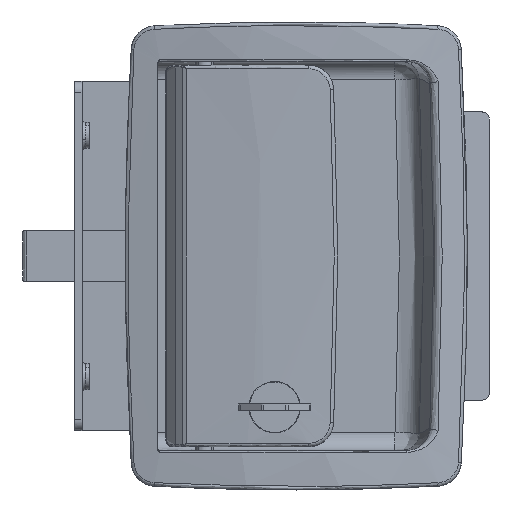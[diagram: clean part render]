
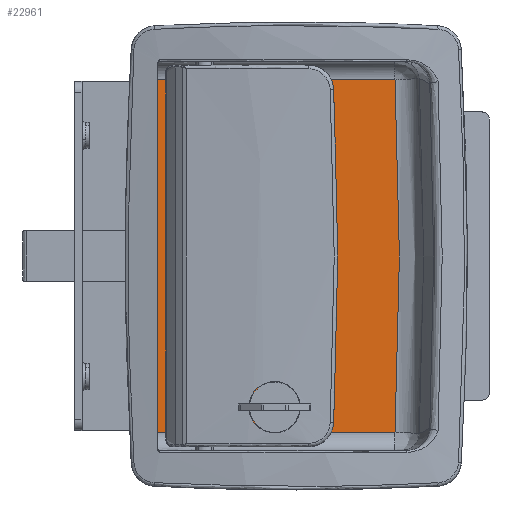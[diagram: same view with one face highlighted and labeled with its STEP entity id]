
A CAD part, front view. The second image highlights one B-rep face of the part: STEP entity #22961.
In plain terms, the highlighted free-form (B-spline) face has degree [1, 1] with [2, 2] control points.
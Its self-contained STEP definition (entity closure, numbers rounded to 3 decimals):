
#22316=CARTESIAN_POINT('',(74.937,10.8,-49.0));
#22317=VERTEX_POINT('',#22316);
#22371=CARTESIAN_POINT('',(23.447,10.8,-49.0));
#22372=VERTEX_POINT('',#22371);
#22391=CARTESIAN_POINT('',(23.447,10.8,-49.0));
#22392=CARTESIAN_POINT('',(74.937,10.8,-49.0));
#22393=QUASI_UNIFORM_CURVE('',1,(#22391,#22392),.UNSPECIFIED.,.F.,.U.);
#22394=EDGE_CURVE('',#22372,#22317,#22393,.T.);
#22457=CARTESIAN_POINT('',(20.553,10.8,-49.0));
#22458=VERTEX_POINT('',#22457);
#22473=CARTESIAN_POINT('',(20.553,10.8,-49.0));
#22474=CARTESIAN_POINT('',(21.518,10.8,-49.021));
#22475=CARTESIAN_POINT('',(22.482,10.8,-49.021));
#22476=CARTESIAN_POINT('',(23.447,10.8,-49.0));
#22477=B_SPLINE_CURVE_WITH_KNOTS('',3,(#22473,#22474,#22475,#22476),.UNSPECIFIED.,.F.,.U.,(4,4),(0.,2.893),.UNSPECIFIED.);
#22478=EDGE_CURVE('',#22458,#22372,#22477,.T.);
#22497=CARTESIAN_POINT('',(9.,10.8,-49.0));
#22498=VERTEX_POINT('',#22497);
#22516=CARTESIAN_POINT('',(9.,10.8,-49.0));
#22517=CARTESIAN_POINT('',(20.553,10.8,-49.0));
#22518=QUASI_UNIFORM_CURVE('',1,(#22516,#22517),.UNSPECIFIED.,.F.,.U.);
#22519=EDGE_CURVE('',#22498,#22458,#22518,.T.);
#22664=CARTESIAN_POINT('',(74.937,10.8,49.));
#22665=VERTEX_POINT('',#22664);
#22717=CARTESIAN_POINT('',(23.447,10.8,49.0));
#22718=VERTEX_POINT('',#22717);
#22731=CARTESIAN_POINT('',(74.937,10.8,49.));
#22732=CARTESIAN_POINT('',(23.447,10.8,49.0));
#22733=QUASI_UNIFORM_CURVE('',1,(#22731,#22732),.UNSPECIFIED.,.F.,.U.);
#22734=EDGE_CURVE('',#22665,#22718,#22733,.T.);
#22803=CARTESIAN_POINT('',(20.553,10.8,49.0));
#22804=VERTEX_POINT('',#22803);
#22817=CARTESIAN_POINT('',(23.447,10.8,49.0));
#22818=CARTESIAN_POINT('',(22.482,10.8,49.021));
#22819=CARTESIAN_POINT('',(21.518,10.8,49.021));
#22820=CARTESIAN_POINT('',(20.553,10.8,49.0));
#22821=B_SPLINE_CURVE_WITH_KNOTS('',3,(#22817,#22818,#22819,#22820),.UNSPECIFIED.,.F.,.U.,(4,4),(0.,2.893),.UNSPECIFIED.);
#22822=EDGE_CURVE('',#22718,#22804,#22821,.T.);
#22849=CARTESIAN_POINT('',(9.,10.8,49.0));
#22850=VERTEX_POINT('',#22849);
#22862=CARTESIAN_POINT('',(20.553,10.8,49.0));
#22863=CARTESIAN_POINT('',(9.,10.8,49.0));
#22864=QUASI_UNIFORM_CURVE('',1,(#22862,#22863),.UNSPECIFIED.,.F.,.U.);
#22865=EDGE_CURVE('',#22804,#22850,#22864,.T.);
#22888=CARTESIAN_POINT('',(74.937,10.8,49.));
#22889=CARTESIAN_POINT('',(77.388,10.8,0.));
#22890=CARTESIAN_POINT('',(74.937,10.8,-49.0));
#22898=(BOUNDED_CURVE()B_SPLINE_CURVE(2,(#22888,#22889,#22890),.UNSPECIFIED.,.F.,.U.)CURVE()GEOMETRIC_REPRESENTATION_ITEM()QUASI_UNIFORM_CURVE()RATIONAL_B_SPLINE_CURVE((1.0,0.999,1.0))REPRESENTATION_ITEM(''));
#22899=EDGE_CURVE('',#22665,#22317,#22898,.T.);
#22942=CARTESIAN_POINT('',(5.645,10.8,53.912));
#22943=CARTESIAN_POINT('',(79.516,10.8,53.912));
#22944=CARTESIAN_POINT('',(5.645,10.8,-53.912));
#22945=CARTESIAN_POINT('',(79.516,10.8,-53.912));
#22946=B_SPLINE_SURFACE_WITH_KNOTS('',1,1,((#22942,#22944),(#22943,#22945)),.UNSPECIFIED.,.F.,.F.,.U.,(2,2),(2,2),(0.0,73.871),(0.0,107.825),.UNSPECIFIED.);
#22947=CARTESIAN_POINT('',(9.,10.8,49.0));
#22948=CARTESIAN_POINT('',(9.,10.8,-49.0));
#22949=QUASI_UNIFORM_CURVE('',1,(#22947,#22948),.UNSPECIFIED.,.F.,.U.);
#22950=EDGE_CURVE('',#22850,#22498,#22949,.T.);
#22951=ORIENTED_EDGE('',*,*,#22950,.T.);
#22952=ORIENTED_EDGE('',*,*,#22519,.T.);
#22953=ORIENTED_EDGE('',*,*,#22478,.T.);
#22954=ORIENTED_EDGE('',*,*,#22394,.T.);
#22955=ORIENTED_EDGE('',*,*,#22899,.F.);
#22956=ORIENTED_EDGE('',*,*,#22734,.T.);
#22957=ORIENTED_EDGE('',*,*,#22822,.T.);
#22958=ORIENTED_EDGE('',*,*,#22865,.T.);
#22959=EDGE_LOOP('',(#22951,#22952,#22953,#22954,#22955,#22956,#22957,#22958));
#22960=FACE_OUTER_BOUND('',#22959,.T.);
#22961=ADVANCED_FACE('',(#22960),#22946,.F.);
